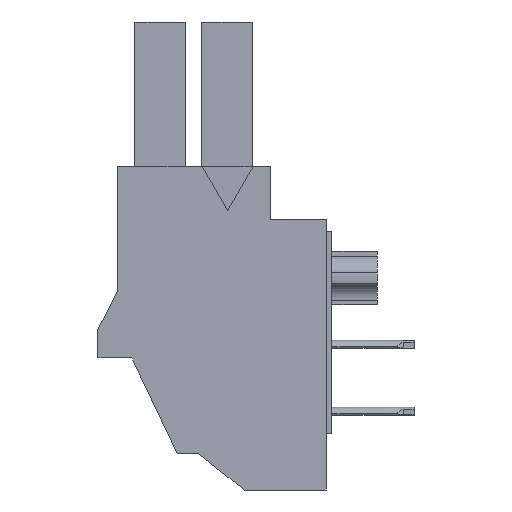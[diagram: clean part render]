
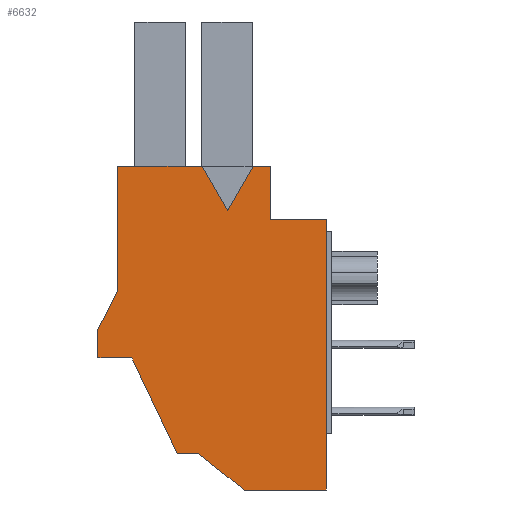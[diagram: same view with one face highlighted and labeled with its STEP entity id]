
A CAD part, left-side view. The second image highlights one B-rep face of the part: STEP entity #6632.
In plain terms, the highlighted planar face has unit normal (-1, 0, 0).
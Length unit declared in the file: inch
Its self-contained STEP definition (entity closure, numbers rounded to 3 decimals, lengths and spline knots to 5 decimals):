
#1=DIRECTION('',(0.,-0.5,-0.866));
#2=VECTOR('',#1,0.09);
#3=CARTESIAN_POINT('',(-0.25,0.018,0.));
#4=LINE('',#3,#2);
#5=DIRECTION('',(0.,-0.5,0.866));
#6=VECTOR('',#5,0.09);
#7=CARTESIAN_POINT('',(-0.25,-0.027,-0.07794));
#8=LINE('',#7,#6);
#9=DIRECTION('',(0.,-1.,0.));
#10=VECTOR('',#9,0.031);
#11=CARTESIAN_POINT('',(-0.25,-0.072,0.));
#12=LINE('',#11,#10);
#13=DIRECTION('',(0.,0.,-1.));
#14=VECTOR('',#13,0.094);
#15=CARTESIAN_POINT('',(-0.25,-0.103,0.));
#16=LINE('',#15,#14);
#17=DIRECTION('',(0.,-1.,0.));
#18=VECTOR('',#17,0.098);
#19=CARTESIAN_POINT('',(-0.25,-0.103,-0.094));
#20=LINE('',#19,#18);
#21=DIRECTION('',(0.,0.,-1.));
#22=VECTOR('',#21,0.477);
#23=CARTESIAN_POINT('',(-0.25,-0.201,-0.094));
#24=LINE('',#23,#22);
#25=DIRECTION('',(0.,1.,0.));
#26=VECTOR('',#25,0.145);
#27=CARTESIAN_POINT('',(-0.25,-0.201,-0.571));
#28=LINE('',#27,#26);
#29=DIRECTION('',(0.,0.781,0.625));
#30=VECTOR('',#29,0.10245);
#31=CARTESIAN_POINT('',(-0.25,-0.056,-0.571));
#32=LINE('',#31,#30);
#33=DIRECTION('',(0.,1.,0.));
#34=VECTOR('',#33,0.038);
#35=CARTESIAN_POINT('',(-0.25,0.024,-0.507));
#36=LINE('',#35,#34);
#37=DIRECTION('',(0.,0.428,0.904));
#38=VECTOR('',#37,0.18698);
#39=CARTESIAN_POINT('',(-0.25,0.062,-0.507));
#40=LINE('',#39,#38);
#41=DIRECTION('',(0.,1.,0.));
#42=VECTOR('',#41,0.06);
#43=CARTESIAN_POINT('',(-0.25,0.142,-0.338));
#44=LINE('',#43,#42);
#45=DIRECTION('',(0.,0.,1.));
#46=VECTOR('',#45,0.05);
#47=CARTESIAN_POINT('',(-0.25,0.202,-0.338));
#48=LINE('',#47,#46);
#49=DIRECTION('',(0.,-0.452,0.892));
#50=VECTOR('',#49,0.07737);
#51=CARTESIAN_POINT('',(-0.25,0.202,-0.288));
#52=LINE('',#51,#50);
#53=DIRECTION('',(0.,0.,1.));
#54=VECTOR('',#53,0.219);
#55=CARTESIAN_POINT('',(-0.25,0.167,-0.219));
#56=LINE('',#55,#54);
#57=DIRECTION('',(0.,-1.,0.));
#58=VECTOR('',#57,0.149);
#59=CARTESIAN_POINT('',(-0.25,0.167,0.));
#60=LINE('',#59,#58);
#5035=CARTESIAN_POINT('',(-0.25,-0.103,0.));
#5036=CARTESIAN_POINT('',(-0.25,-0.103,-0.094));
#5037=VERTEX_POINT('',#5035);
#5038=VERTEX_POINT('',#5036);
#5039=CARTESIAN_POINT('',(-0.25,-0.201,-0.094));
#5040=VERTEX_POINT('',#5039);
#5041=CARTESIAN_POINT('',(-0.25,-0.201,-0.571));
#5042=VERTEX_POINT('',#5041);
#5043=CARTESIAN_POINT('',(-0.25,-0.056,-0.571));
#5044=VERTEX_POINT('',#5043);
#5045=CARTESIAN_POINT('',(-0.25,0.024,-0.507));
#5046=VERTEX_POINT('',#5045);
#5047=CARTESIAN_POINT('',(-0.25,0.062,-0.507));
#5048=VERTEX_POINT('',#5047);
#5049=CARTESIAN_POINT('',(-0.25,0.142,-0.338));
#5050=VERTEX_POINT('',#5049);
#5051=CARTESIAN_POINT('',(-0.25,0.202,-0.338));
#5052=VERTEX_POINT('',#5051);
#5053=CARTESIAN_POINT('',(-0.25,0.202,-0.288));
#5054=VERTEX_POINT('',#5053);
#5055=CARTESIAN_POINT('',(-0.25,0.167,-0.219));
#5056=VERTEX_POINT('',#5055);
#5057=CARTESIAN_POINT('',(-0.25,0.167,0.));
#5058=VERTEX_POINT('',#5057);
#5211=CARTESIAN_POINT('',(-0.25,0.018,0.));
#5212=CARTESIAN_POINT('',(-0.25,-0.027,-0.07794));
#5213=VERTEX_POINT('',#5211);
#5214=VERTEX_POINT('',#5212);
#5215=CARTESIAN_POINT('',(-0.25,-0.072,0.));
#5216=VERTEX_POINT('',#5215);
#6595=CARTESIAN_POINT('',(-0.25,0.,0.));
#6596=DIRECTION('',(1.,0.,0.));
#6597=DIRECTION('',(0.,0.,-1.));
#6598=AXIS2_PLACEMENT_3D('',#6595,#6596,#6597);
#6599=PLANE('',#6598);
#6601=ORIENTED_EDGE('',*,*,#6600,.T.);
#6603=ORIENTED_EDGE('',*,*,#6602,.T.);
#6605=ORIENTED_EDGE('',*,*,#6604,.T.);
#6607=ORIENTED_EDGE('',*,*,#6606,.T.);
#6609=ORIENTED_EDGE('',*,*,#6608,.T.);
#6611=ORIENTED_EDGE('',*,*,#6610,.T.);
#6613=ORIENTED_EDGE('',*,*,#6612,.T.);
#6615=ORIENTED_EDGE('',*,*,#6614,.T.);
#6617=ORIENTED_EDGE('',*,*,#6616,.T.);
#6619=ORIENTED_EDGE('',*,*,#6618,.T.);
#6621=ORIENTED_EDGE('',*,*,#6620,.T.);
#6623=ORIENTED_EDGE('',*,*,#6622,.T.);
#6625=ORIENTED_EDGE('',*,*,#6624,.T.);
#6627=ORIENTED_EDGE('',*,*,#6626,.T.);
#6629=ORIENTED_EDGE('',*,*,#6628,.T.);
#6630=EDGE_LOOP('',(#6601,#6603,#6605,#6607,#6609,#6611,#6613,#6615,#6617,#6619,
#6621,#6623,#6625,#6627,#6629));
#6631=FACE_OUTER_BOUND('',#6630,.F.);
#6632=ADVANCED_FACE('',(#6631),#6599,.F.);
#6600=EDGE_CURVE('',#5213,#5214,#4,.T.);
#6602=EDGE_CURVE('',#5214,#5216,#8,.T.);
#6604=EDGE_CURVE('',#5216,#5037,#12,.T.);
#6606=EDGE_CURVE('',#5037,#5038,#16,.T.);
#6608=EDGE_CURVE('',#5038,#5040,#20,.T.);
#6610=EDGE_CURVE('',#5040,#5042,#24,.T.);
#6612=EDGE_CURVE('',#5042,#5044,#28,.T.);
#6614=EDGE_CURVE('',#5044,#5046,#32,.T.);
#6616=EDGE_CURVE('',#5046,#5048,#36,.T.);
#6618=EDGE_CURVE('',#5048,#5050,#40,.T.);
#6620=EDGE_CURVE('',#5050,#5052,#44,.T.);
#6622=EDGE_CURVE('',#5052,#5054,#48,.T.);
#6624=EDGE_CURVE('',#5054,#5056,#52,.T.);
#6626=EDGE_CURVE('',#5056,#5058,#56,.T.);
#6628=EDGE_CURVE('',#5058,#5213,#60,.T.);
